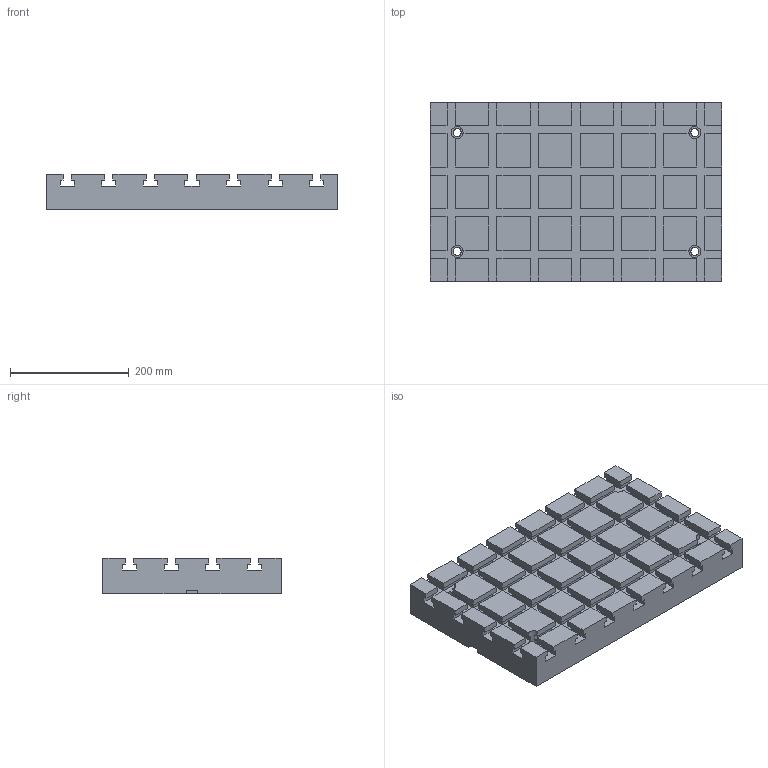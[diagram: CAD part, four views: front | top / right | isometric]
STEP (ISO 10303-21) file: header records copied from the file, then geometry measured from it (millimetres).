
FILE_DESCRIPTION(('STEP AP214'),'1');
FILE_NAME('halderv_eh_1200_400.stp','2014-06-18T11:44:33',('TraceParts'),('TraceParts S.A.'),'XStep 1.0',' ',' ');
FILE_SCHEMA(('automotive_design'));
Length unit declared in the file: millimetre
Products named in the file (1): 1
Bounding box: 490 x 300 x 60 mm (x, y, z)
Volume: 7405166.6 mm3; surface area: 571210.5 mm2
Topology: 1 solids, 1 shells, 388 faces, 1056 edges, 704 vertices
Faces by surface type: plane 368, cylinder 20
Entity records: 23972 total; most frequent: CARTESIAN_POINT 2149, STYLED_ITEM 2148, PRESENTATION_STYLE_ASSIGNMENT 2148, COLOUR_RGB 2148, ORIENTED_EDGE 2112, DIRECTION 1890, EDGE_CURVE 1056, CURVE_STYLE 1056
